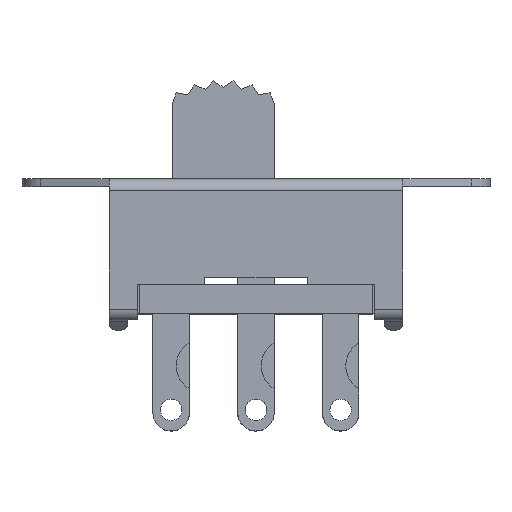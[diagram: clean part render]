
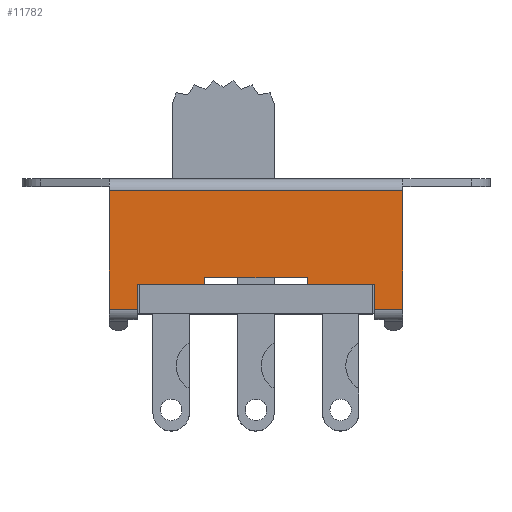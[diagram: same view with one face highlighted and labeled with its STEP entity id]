
A CAD part, top view. The second image highlights one B-rep face of the part: STEP entity #11782.
In plain terms, the highlighted planar face has unit normal (0, 0, 1).
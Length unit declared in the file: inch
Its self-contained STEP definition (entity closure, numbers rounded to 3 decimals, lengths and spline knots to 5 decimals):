
#1051=FACE_OUTER_BOUND('',#1643,.T.);
#1643=EDGE_LOOP('',(#9582,#9583,#9584,#9585,#9586,#9587,#9588,#9589,#9590,
#9591,#9592,#9593));
#2793=LINE('',#18503,#4065);
#2839=LINE('',#18623,#4111);
#2850=LINE('',#18650,#4122);
#2851=LINE('',#18652,#4123);
#2852=LINE('',#18654,#4124);
#2853=LINE('',#18656,#4125);
#2854=LINE('',#18658,#4126);
#2855=LINE('',#18660,#4127);
#2856=LINE('',#18662,#4128);
#2857=LINE('',#18664,#4129);
#2858=LINE('',#18666,#4130);
#2859=LINE('',#18667,#4131);
#4065=VECTOR('',#15109,0.3937);
#4111=VECTOR('',#15213,0.3937);
#4122=VECTOR('',#15236,0.3937);
#4123=VECTOR('',#15237,0.3937);
#4124=VECTOR('',#15238,0.3937);
#4125=VECTOR('',#15239,0.3937);
#4126=VECTOR('',#15240,0.3937);
#4127=VECTOR('',#15241,0.3937);
#4128=VECTOR('',#15242,0.3937);
#4129=VECTOR('',#15243,0.3937);
#4130=VECTOR('',#15244,0.3937);
#4131=VECTOR('',#15245,0.3937);
#5174=VERTEX_POINT('',#18500);
#5175=VERTEX_POINT('',#18502);
#5220=VERTEX_POINT('',#18621);
#5230=VERTEX_POINT('',#18649);
#5231=VERTEX_POINT('',#18651);
#5232=VERTEX_POINT('',#18653);
#5233=VERTEX_POINT('',#18655);
#5234=VERTEX_POINT('',#18657);
#5235=VERTEX_POINT('',#18659);
#5236=VERTEX_POINT('',#18661);
#5237=VERTEX_POINT('',#18663);
#5238=VERTEX_POINT('',#18665);
#6673=EDGE_CURVE('',#5174,#5175,#2793,.T.);
#6734=EDGE_CURVE('',#5220,#5174,#2839,.T.);
#6747=EDGE_CURVE('',#5220,#5230,#2850,.T.);
#6748=EDGE_CURVE('',#5230,#5231,#2851,.T.);
#6749=EDGE_CURVE('',#5231,#5232,#2852,.T.);
#6750=EDGE_CURVE('',#5233,#5232,#2853,.T.);
#6751=EDGE_CURVE('',#5233,#5234,#2854,.T.);
#6752=EDGE_CURVE('',#5234,#5235,#2855,.T.);
#6753=EDGE_CURVE('',#5235,#5236,#2856,.T.);
#6754=EDGE_CURVE('',#5236,#5237,#2857,.T.);
#6755=EDGE_CURVE('',#5237,#5238,#2858,.T.);
#6756=EDGE_CURVE('',#5238,#5175,#2859,.T.);
#9582=ORIENTED_EDGE('',*,*,#6734,.F.);
#9583=ORIENTED_EDGE('',*,*,#6747,.T.);
#9584=ORIENTED_EDGE('',*,*,#6748,.T.);
#9585=ORIENTED_EDGE('',*,*,#6749,.T.);
#9586=ORIENTED_EDGE('',*,*,#6750,.F.);
#9587=ORIENTED_EDGE('',*,*,#6751,.T.);
#9588=ORIENTED_EDGE('',*,*,#6752,.T.);
#9589=ORIENTED_EDGE('',*,*,#6753,.T.);
#9590=ORIENTED_EDGE('',*,*,#6754,.T.);
#9591=ORIENTED_EDGE('',*,*,#6755,.T.);
#9592=ORIENTED_EDGE('',*,*,#6756,.T.);
#9593=ORIENTED_EDGE('',*,*,#6673,.F.);
#10752=PLANE('',#12612);
#11782=ADVANCED_FACE('',(#1051),#10752,.T.);
#12612=AXIS2_PLACEMENT_3D('',#18648,#15234,#15235);
#15109=DIRECTION('',(0.,1.,0.));
#15213=DIRECTION('',(-1.,0.,0.));
#15234=DIRECTION('center_axis',(0.,0.,1.));
#15235=DIRECTION('ref_axis',(1.,0.,0.));
#15236=DIRECTION('',(0.,1.,0.));
#15237=DIRECTION('',(-1.,0.,0.));
#15238=DIRECTION('',(0.,-1.,0.));
#15239=DIRECTION('',(-1.,0.,0.));
#15240=DIRECTION('',(0.,1.,0.));
#15241=DIRECTION('',(1.,0.,0.));
#15242=DIRECTION('',(0.,1.,0.));
#15243=DIRECTION('',(1.,0.,0.));
#15244=DIRECTION('',(0.,-1.,0.));
#15245=DIRECTION('',(1.,0.,0.));
#18500=CARTESIAN_POINT('',(0.254,0.16464,-0.00946));
#18502=CARTESIAN_POINT('',(0.254,0.21664,-0.00946));
#18503=CARTESIAN_POINT('',(0.254,0.15464,-0.00946));
#18621=CARTESIAN_POINT('',(0.314,0.16464,-0.00946));
#18623=CARTESIAN_POINT('',(0.,0.16464,-0.00946));
#18648=CARTESIAN_POINT('Origin',(0.,0.32464,
-0.00946));
#18649=CARTESIAN_POINT('',(0.314,0.41693,-0.00946));
#18650=CARTESIAN_POINT('',(0.314,0.21664,-0.00946));
#18651=CARTESIAN_POINT('',(-0.314,0.41693,-0.00946));
#18652=CARTESIAN_POINT('',(0.,0.41693,-0.00946));
#18653=CARTESIAN_POINT('',(-0.314,0.16464,-0.00946));
#18654=CARTESIAN_POINT('',(-0.314,0.43264,-0.00946));
#18655=CARTESIAN_POINT('',(-0.254,0.16464,-0.00946));
#18656=CARTESIAN_POINT('',(0.,0.16464,-0.00946));
#18657=CARTESIAN_POINT('',(-0.254,0.21664,-0.00946));
#18658=CARTESIAN_POINT('',(-0.254,0.15464,-0.00946));
#18659=CARTESIAN_POINT('',(-0.11,0.21664,-0.00946));
#18660=CARTESIAN_POINT('',(-0.314,0.21664,-0.00946));
#18661=CARTESIAN_POINT('',(-0.11,0.23164,-0.00946));
#18662=CARTESIAN_POINT('',(-0.11,0.27814,-0.00946));
#18663=CARTESIAN_POINT('',(0.11,0.23164,-0.00946));
#18664=CARTESIAN_POINT('',(0.055,0.23164,-0.00946));
#18665=CARTESIAN_POINT('',(0.11,0.21664,-0.00946));
#18666=CARTESIAN_POINT('',(0.11,0.27064,-0.00946));
#18667=CARTESIAN_POINT('',(-0.314,0.21664,-0.00946));
